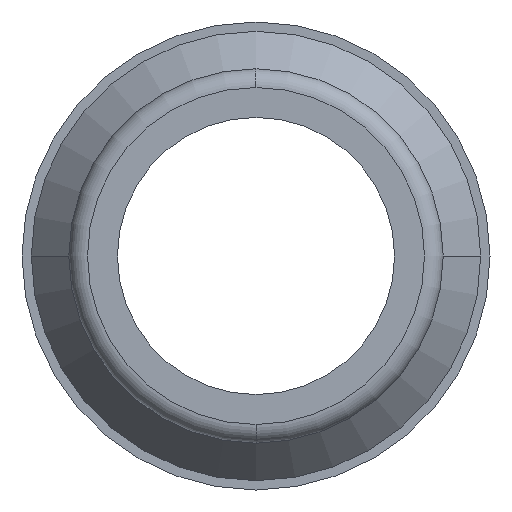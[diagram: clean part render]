
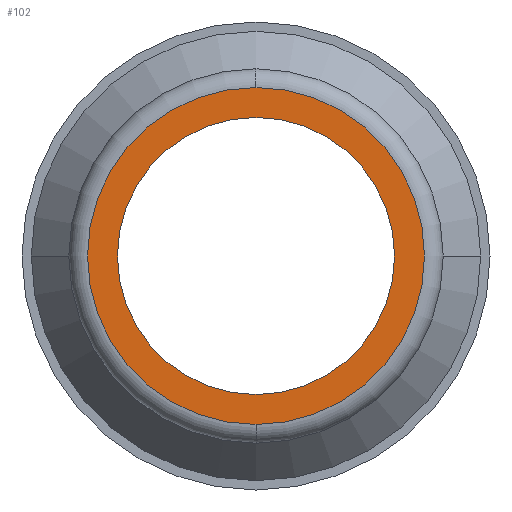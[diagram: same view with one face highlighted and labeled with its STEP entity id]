
A CAD part, front view. The second image highlights one B-rep face of the part: STEP entity #102.
In plain terms, the highlighted planar face has unit normal (0, -1, 0).
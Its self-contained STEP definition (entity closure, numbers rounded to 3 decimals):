
#102=ADVANCED_FACE('',(#217,#218),#219,.T.);
#217=FACE_BOUND('',#344,.T.);
#218=FACE_OUTER_BOUND('',#345,.T.);
#219=PLANE('',#346);
#344=EDGE_LOOP('',(#574,#575));
#345=EDGE_LOOP('',(#576,#577,#578));
#346=AXIS2_PLACEMENT_3D('',#579,#580,#581);
#574=ORIENTED_EDGE('',*,*,#735,.T.);
#575=ORIENTED_EDGE('',*,*,#819,.T.);
#576=ORIENTED_EDGE('',*,*,#820,.F.);
#577=ORIENTED_EDGE('',*,*,#821,.F.);
#578=ORIENTED_EDGE('',*,*,#791,.F.);
#579=CARTESIAN_POINT('',(2.25,0.0,0.0));
#580=DIRECTION('',(-0.0,-1.0,-0.0));
#581=DIRECTION('',(-1.0,0.0,0.0));
#735=EDGE_CURVE('',#866,#864,#867,.T.);
#791=EDGE_CURVE('',#957,#950,#959,.T.);
#819=EDGE_CURVE('',#864,#866,#996,.T.);
#820=EDGE_CURVE('',#997,#957,#998,.T.);
#821=EDGE_CURVE('',#950,#997,#999,.T.);
#864=VERTEX_POINT('',#1046);
#866=VERTEX_POINT('',#1049);
#867=CIRCLE('',#1050,3.7);
#950=VERTEX_POINT('',#1142);
#957=VERTEX_POINT('',#1149);
#959=CIRCLE('',#1151,4.5);
#996=CIRCLE('',#1194,3.7);
#997=VERTEX_POINT('',#1195);
#998=CIRCLE('',#1196,4.5);
#999=CIRCLE('',#1197,4.5);
#1046=CARTESIAN_POINT('',(3.7,0.0,0.));
#1049=CARTESIAN_POINT('',(-3.7,0.0,0.));
#1050=AXIS2_PLACEMENT_3D('',#1244,#1245,#1246);
#1142=CARTESIAN_POINT('',(0.,0.0,4.5));
#1149=CARTESIAN_POINT('',(0.,0.0,-4.5));
#1151=AXIS2_PLACEMENT_3D('',#1361,#1362,#1363);
#1194=AXIS2_PLACEMENT_3D('',#1409,#1410,#1411);
#1195=CARTESIAN_POINT('',(4.5,0.0,0.0));
#1196=AXIS2_PLACEMENT_3D('',#1412,#1413,#1414);
#1197=AXIS2_PLACEMENT_3D('',#1415,#1416,#1417);
#1244=CARTESIAN_POINT('',(0.0,0.0,0.0));
#1245=DIRECTION('',(-0.0,1.0,0.0));
#1246=DIRECTION('',(1.0,0.0,0.0));
#1361=CARTESIAN_POINT('',(0.0,0.0,0.0));
#1362=DIRECTION('',(-0.0,1.0,0.0));
#1363=DIRECTION('',(1.0,0.0,0.0));
#1409=CARTESIAN_POINT('',(0.0,0.0,0.0));
#1410=DIRECTION('',(-0.0,1.0,0.0));
#1411=DIRECTION('',(1.0,0.0,0.0));
#1412=CARTESIAN_POINT('',(0.0,0.0,0.0));
#1413=DIRECTION('',(-0.0,1.0,0.0));
#1414=DIRECTION('',(1.0,0.0,0.0));
#1415=CARTESIAN_POINT('',(0.0,0.0,0.0));
#1416=DIRECTION('',(-0.0,1.0,0.0));
#1417=DIRECTION('',(1.0,0.0,0.0));
